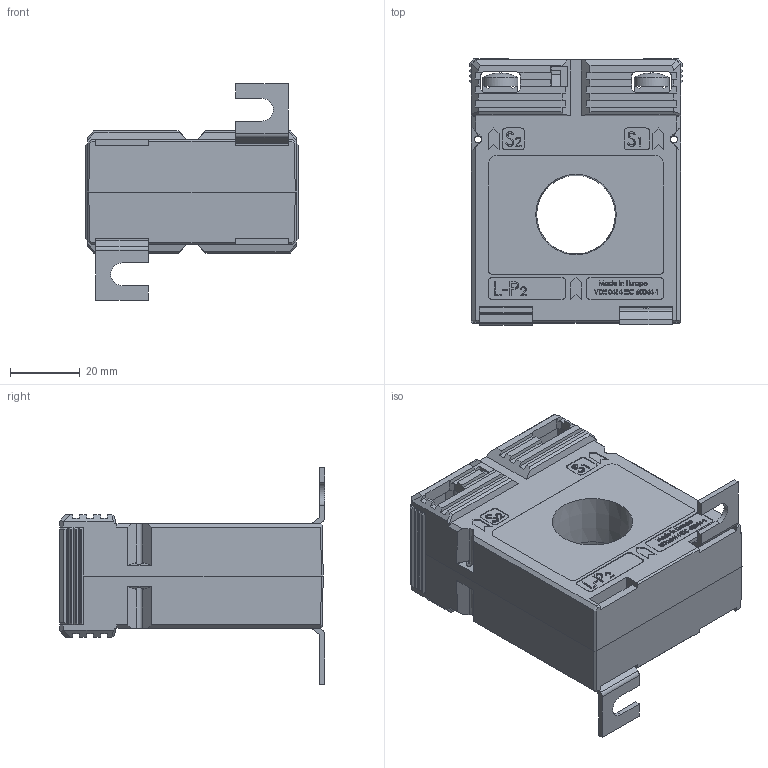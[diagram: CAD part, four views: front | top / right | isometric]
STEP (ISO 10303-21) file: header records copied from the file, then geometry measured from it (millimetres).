
FILE_DESCRIPTION(/* description */ (''),/* implementation_level */ '2;1');
FILE_NAME(/* name */ 'ASR22.3.stp',/* time_stamp */ '2024-03-05T09:50:26+01:00',/* author */ ('JDI'),/* organization */ (''),/* preprocessor_version */ 'ST-DEVELOPER v19.2',/* originating_system */ 'Autodesk Inventor 2023',/* authorisation */ '');
FILE_SCHEMA (('AUTOMOTIVE_DESIGN { 1 0 10303 214 3 1 1 }'));
Products named in the file (1): ASR22.3
Bounding box: 61 x 76 x 62 mm (x, y, z)
Volume: 114860.2 mm3; surface area: 28698.1 mm2
Topology: 1 solids, 1 shells, 1663 faces, 4473 edges, 2898 vertices
Faces by surface type: plane 1251, bspline 312, cylinder 68, cone 22, sphere 6, torus 4
Full cylindrical faces by diameter (mm): 2.95 x2, 10 x4
Entity records: 69756 total; most frequent: CARTESIAN_POINT 28427, ORIENTED_EDGE 8946, DIRECTION 6837, EDGE_CURVE 4473, LINE 3517, VECTOR 3517, VERTEX_POINT 2898, EDGE_LOOP 1807
